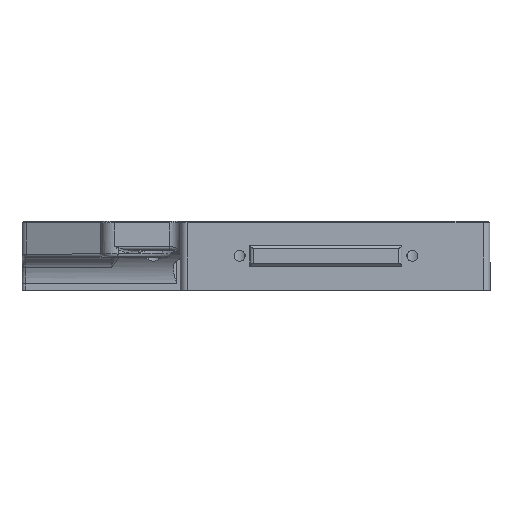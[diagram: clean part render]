
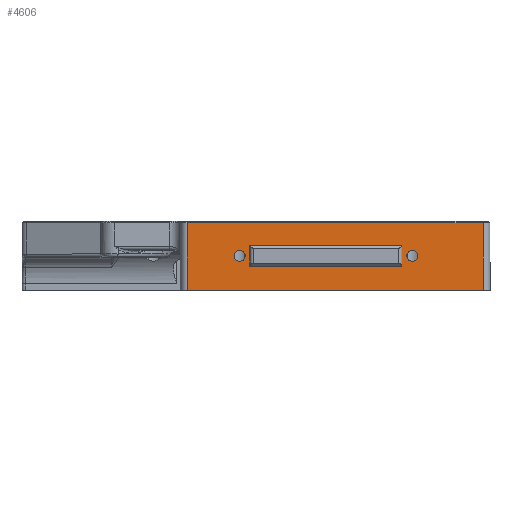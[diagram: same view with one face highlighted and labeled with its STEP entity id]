
A CAD part, top view. The second image highlights one B-rep face of the part: STEP entity #4606.
In plain terms, the highlighted planar face has unit normal (0, 0, 1).
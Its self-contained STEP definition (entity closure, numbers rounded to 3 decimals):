
#109=FACE_BOUND('',#493,.T.);
#110=FACE_BOUND('',#494,.T.);
#111=FACE_BOUND('',#495,.T.);
#137=PLANE('',#4875);
#245=FACE_OUTER_BOUND('',#492,.T.);
#492=EDGE_LOOP('',(#3052,#3053,#3054,#3055));
#493=EDGE_LOOP('',(#3056));
#494=EDGE_LOOP('',(#3057,#3058,#3059,#3060));
#495=EDGE_LOOP('',(#3061));
#796=LINE('',#6767,#1200);
#802=LINE('',#6787,#1206);
#804=LINE('',#6796,#1208);
#805=LINE('',#6800,#1209);
#806=LINE('',#6802,#1210);
#807=LINE('',#6804,#1211);
#808=LINE('',#6805,#1212);
#809=LINE('',#6808,#1213);
#1200=VECTOR('',#5365,10.);
#1206=VECTOR('',#5385,10.);
#1208=VECTOR('',#5397,10.);
#1209=VECTOR('',#5400,10.);
#1210=VECTOR('',#5401,10.);
#1211=VECTOR('',#5402,10.);
#1212=VECTOR('',#5403,10.);
#1213=VECTOR('',#5406,10.);
#1608=CIRCLE('',#4876,1.6);
#1609=CIRCLE('',#4877,1.6);
#1823=VERTEX_POINT('',#6764);
#1824=VERTEX_POINT('',#6766);
#1831=VERTEX_POINT('',#6786);
#1833=VERTEX_POINT('',#6794);
#1834=VERTEX_POINT('',#6798);
#1835=VERTEX_POINT('',#6799);
#1836=VERTEX_POINT('',#6801);
#1837=VERTEX_POINT('',#6803);
#1838=VERTEX_POINT('',#6806);
#1839=VERTEX_POINT('',#6809);
#2297=EDGE_CURVE('',#1824,#1823,#796,.T.);
#2307=EDGE_CURVE('',#1831,#1824,#802,.T.);
#2312=EDGE_CURVE('',#1823,#1833,#804,.T.);
#2313=EDGE_CURVE('',#1834,#1835,#805,.T.);
#2314=EDGE_CURVE('',#1836,#1834,#806,.T.);
#2315=EDGE_CURVE('',#1837,#1836,#807,.T.);
#2316=EDGE_CURVE('',#1835,#1837,#808,.T.);
#2317=EDGE_CURVE('',#1838,#1838,#1608,.T.);
#2318=EDGE_CURVE('',#1833,#1831,#809,.T.);
#2319=EDGE_CURVE('',#1839,#1839,#1609,.T.);
#3052=ORIENTED_EDGE('',*,*,#2313,.F.);
#3053=ORIENTED_EDGE('',*,*,#2314,.F.);
#3054=ORIENTED_EDGE('',*,*,#2315,.F.);
#3055=ORIENTED_EDGE('',*,*,#2316,.F.);
#3056=ORIENTED_EDGE('',*,*,#2317,.T.);
#3057=ORIENTED_EDGE('',*,*,#2307,.T.);
#3058=ORIENTED_EDGE('',*,*,#2297,.T.);
#3059=ORIENTED_EDGE('',*,*,#2312,.T.);
#3060=ORIENTED_EDGE('',*,*,#2318,.T.);
#3061=ORIENTED_EDGE('',*,*,#2319,.F.);
#4606=ADVANCED_FACE('',(#245,#109,#110,#111),#137,.T.);
#4875=AXIS2_PLACEMENT_3D('',#6797,#5398,#5399);
#4876=AXIS2_PLACEMENT_3D('',#6807,#5404,#5405);
#4877=AXIS2_PLACEMENT_3D('',#6810,#5407,#5408);
#5365=DIRECTION('',(0.,-1.,0.));
#5385=DIRECTION('',(1.,0.,0.));
#5397=DIRECTION('',(-1.,0.,0.));
#5398=DIRECTION('center_axis',(0.,0.,
1.));
#5399=DIRECTION('ref_axis',(1.,0.,0.));
#5400=DIRECTION('',(1.,0.,0.));
#5401=DIRECTION('',(0.,1.,0.));
#5402=DIRECTION('',(-1.,0.,0.));
#5403=DIRECTION('',(0.,-1.,0.));
#5404=DIRECTION('center_axis',(0.,0.,
-1.));
#5405=DIRECTION('ref_axis',(-1.,0.,0.));
#5406=DIRECTION('',(0.,1.,0.));
#5407=DIRECTION('center_axis',(0.,0.,1.));
#5408=DIRECTION('ref_axis',(1.,0.,0.));
#6764=CARTESIAN_POINT('',(77.,-31.,-58.096));
#6766=CARTESIAN_POINT('',(77.,-25.,-58.096));
#6767=CARTESIAN_POINT('',(77.,-34.5,-58.096));
#6786=CARTESIAN_POINT('',(33.,-25.,-58.096));
#6787=CARTESIAN_POINT('',(33.9,-25.,-58.096));
#6794=CARTESIAN_POINT('',(33.,-31.,-58.096));
#6796=CARTESIAN_POINT('',(24.4,-31.,-58.096));
#6797=CARTESIAN_POINT('Origin',(15.8,-38.,-58.096));
#6798=CARTESIAN_POINT('',(14.8,-18.4,-58.096));
#6799=CARTESIAN_POINT('',(100.5,-18.4,-58.096));
#6800=CARTESIAN_POINT('',(21.4,-18.4,-58.096));
#6801=CARTESIAN_POINT('',(14.8,-38.,-58.096));
#6802=CARTESIAN_POINT('',(14.8,-28.,-58.096));
#6803=CARTESIAN_POINT('',(100.5,-38.,-58.096));
#6804=CARTESIAN_POINT('',(54.5,-38.,-58.096));
#6805=CARTESIAN_POINT('',(100.5,-38.,-58.096));
#6806=CARTESIAN_POINT('',(31.6,-28.,-58.096));
#6807=CARTESIAN_POINT('Origin',(30.,-28.,-58.096));
#6808=CARTESIAN_POINT('',(33.,-31.5,-58.096));
#6809=CARTESIAN_POINT('',(78.4,-28.,-58.096));
#6810=CARTESIAN_POINT('Origin',(80.,-28.,-58.096));
